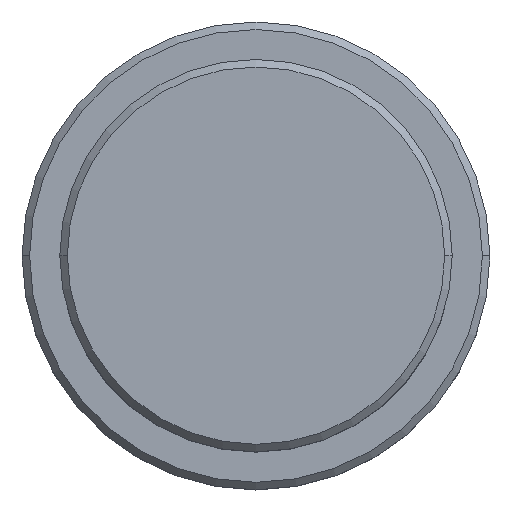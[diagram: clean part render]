
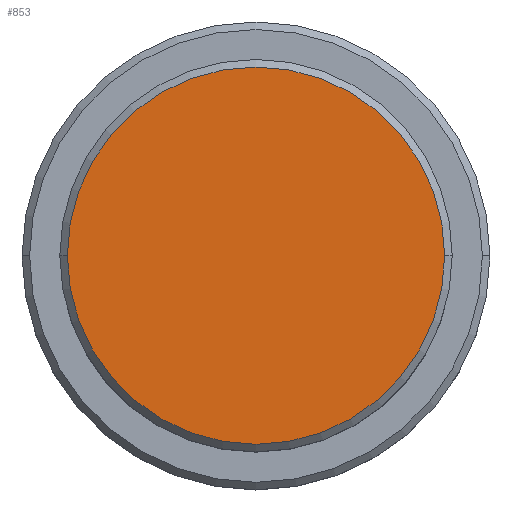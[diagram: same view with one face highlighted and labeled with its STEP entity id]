
A CAD part, top view. The second image highlights one B-rep face of the part: STEP entity #853.
In plain terms, the highlighted planar face has unit normal (0, 0, 1).
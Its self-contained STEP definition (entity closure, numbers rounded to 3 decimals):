
#65 = EDGE_LOOP ( 'NONE', ( #1137, #649 ) ) ;
#88 = AXIS2_PLACEMENT_3D ( 'NONE', #860, #328, #104 ) ;
#104 = DIRECTION ( 'NONE',  ( 1., 0., 0. ) ) ;
#172 = DIRECTION ( 'NONE',  ( 0., 0., 1. ) ) ;
#180 = PLANE ( 'NONE',  #792 ) ;
#293 = DIRECTION ( 'NONE',  ( 1., 0., 0. ) ) ;
#322 = DIRECTION ( 'NONE',  ( 1., 0., 0. ) ) ;
#328 = DIRECTION ( 'NONE',  ( 0., 0., 1. ) ) ;
#380 = CIRCLE ( 'NONE', #88, 12.5 ) ;
#491 = EDGE_CURVE ( 'NONE', #862, #1361, #380, .T. ) ;
#582 = EDGE_CURVE ( 'NONE', #1361, #862, #996, .T. ) ;
#649 = ORIENTED_EDGE ( 'NONE', *, *, #491, .T. ) ;
#716 = FACE_OUTER_BOUND ( 'NONE', #65, .T. ) ;
#792 = AXIS2_PLACEMENT_3D ( 'NONE', #813, #172, #293 ) ;
#813 = CARTESIAN_POINT ( 'NONE',  ( 0., 0., 0. ) ) ;
#853 = ADVANCED_FACE ( 'NONE', ( #716 ), #180, .T. ) ;
#860 = CARTESIAN_POINT ( 'NONE',  ( 0., 0., 0. ) ) ;
#862 = VERTEX_POINT ( 'NONE', #1044 ) ;
#876 = CARTESIAN_POINT ( 'NONE',  ( 0., 0., 0. ) ) ;
#996 = CIRCLE ( 'NONE', #1141, 12.5 ) ;
#1044 = CARTESIAN_POINT ( 'NONE',  ( 12.5, 0., 0. ) ) ;
#1137 = ORIENTED_EDGE ( 'NONE', *, *, #582, .T. ) ;
#1141 = AXIS2_PLACEMENT_3D ( 'NONE', #876, #1182, #322 ) ;
#1182 = DIRECTION ( 'NONE',  ( 0., 0., 1. ) ) ;
#1311 = CARTESIAN_POINT ( 'NONE',  ( -12.5, 0., 0. ) ) ;
#1361 = VERTEX_POINT ( 'NONE', #1311 ) ;
